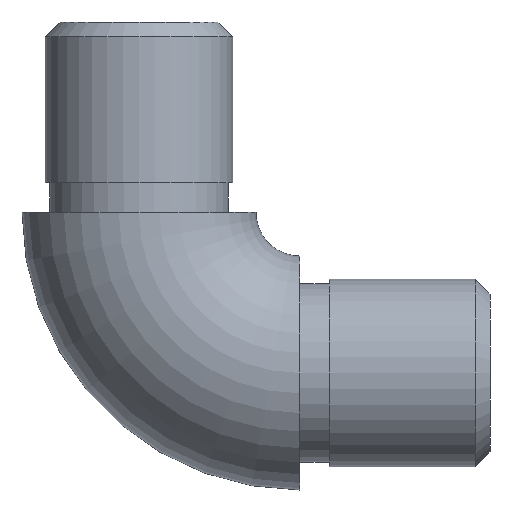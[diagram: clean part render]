
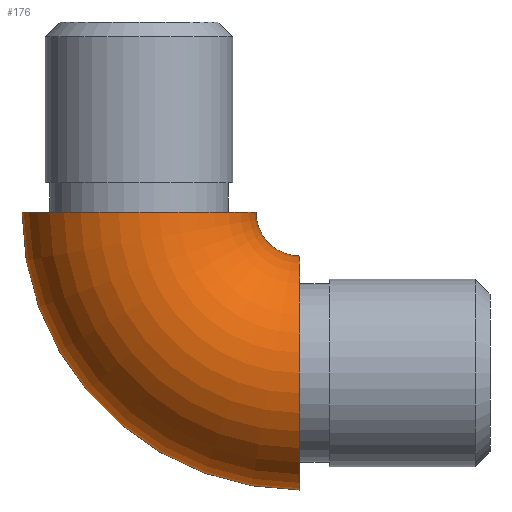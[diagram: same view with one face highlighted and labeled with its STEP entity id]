
A CAD part, front view. The second image highlights one B-rep face of the part: STEP entity #176.
In plain terms, the highlighted toroidal (fillet/blend) face has major radius 11 mm and minor radius 8 mm.
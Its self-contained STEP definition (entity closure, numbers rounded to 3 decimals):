
#1 = DIRECTION ( 'NONE',  ( -1., 0., 0. ) ) ;
#9 = AXIS2_PLACEMENT_3D ( 'NONE', #554, #1, #414 ) ;
#16 = CARTESIAN_POINT ( 'NONE',  ( -19., 0., 0. ) ) ;
#75 = FACE_OUTER_BOUND ( 'NONE', #384, .T. ) ;
#138 = DIRECTION ( 'NONE',  ( 0., 0., 1. ) ) ;
#163 = DIRECTION ( 'NONE',  ( 0., 0., 1. ) ) ;
#164 = EDGE_CURVE ( 'NONE', #362, #204, #215, .T. ) ;
#172 = EDGE_CURVE ( 'NONE', #316, #362, #458, .T. ) ;
#175 = CIRCLE ( 'NONE', #568, 8. ) ;
#176 = ADVANCED_FACE ( 'NONE', ( #75 ), #547, .T. ) ;
#196 = DIRECTION ( 'NONE',  ( 0., 0., 1. ) ) ;
#204 = VERTEX_POINT ( 'NONE', #462 ) ;
#215 = CIRCLE ( 'NONE', #477, 3. ) ;
#243 = ORIENTED_EDGE ( 'NONE', *, *, #570, .F. ) ;
#288 = CARTESIAN_POINT ( 'NONE',  ( 0., 0., -19. ) ) ;
#302 = CARTESIAN_POINT ( 'NONE',  ( -11., 0., 0. ) ) ;
#316 = VERTEX_POINT ( 'NONE', #288 ) ;
#323 = CARTESIAN_POINT ( 'NONE',  ( 0., 0., 0. ) ) ;
#324 = DIRECTION ( 'NONE',  ( 0., 0., 1. ) ) ;
#329 = ORIENTED_EDGE ( 'NONE', *, *, #164, .T. ) ;
#344 = ORIENTED_EDGE ( 'NONE', *, *, #550, .F. ) ;
#352 = CARTESIAN_POINT ( 'NONE',  ( 0., 0., 0. ) ) ;
#362 = VERTEX_POINT ( 'NONE', #517 ) ;
#365 = AXIS2_PLACEMENT_3D ( 'NONE', #352, #440, #138 ) ;
#377 = VERTEX_POINT ( 'NONE', #16 ) ;
#384 = EDGE_LOOP ( 'NONE', ( #243, #410, #329, #344 ) ) ;
#389 = CIRCLE ( 'NONE', #365, 19. ) ;
#399 = DIRECTION ( 'NONE',  ( 1., 0., 0. ) ) ;
#410 = ORIENTED_EDGE ( 'NONE', *, *, #172, .T. ) ;
#412 = DIRECTION ( 'NONE',  ( 0., 1., 0. ) ) ;
#414 = DIRECTION ( 'NONE',  ( 0., 0., 1. ) ) ;
#440 = DIRECTION ( 'NONE',  ( 0., 1., 0. ) ) ;
#458 = CIRCLE ( 'NONE', #9, 8. ) ;
#462 = CARTESIAN_POINT ( 'NONE',  ( -3., 0., 0. ) ) ;
#468 = DIRECTION ( 'NONE',  ( 0., 1., 0. ) ) ;
#477 = AXIS2_PLACEMENT_3D ( 'NONE', #323, #412, #163 ) ;
#508 = CARTESIAN_POINT ( 'NONE',  ( 0., 0., 0. ) ) ;
#517 = CARTESIAN_POINT ( 'NONE',  ( 0., 0., -3. ) ) ;
#524 = AXIS2_PLACEMENT_3D ( 'NONE', #508, #468, #324 ) ;
#547 = TOROIDAL_SURFACE ( 'NONE', #524, 11., 8. ) ;
#550 = EDGE_CURVE ( 'NONE', #377, #204, #175, .T. ) ;
#554 = CARTESIAN_POINT ( 'NONE',  ( 0., 0., -11. ) ) ;
#568 = AXIS2_PLACEMENT_3D ( 'NONE', #302, #196, #399 ) ;
#570 = EDGE_CURVE ( 'NONE', #316, #377, #389, .T. ) ;
